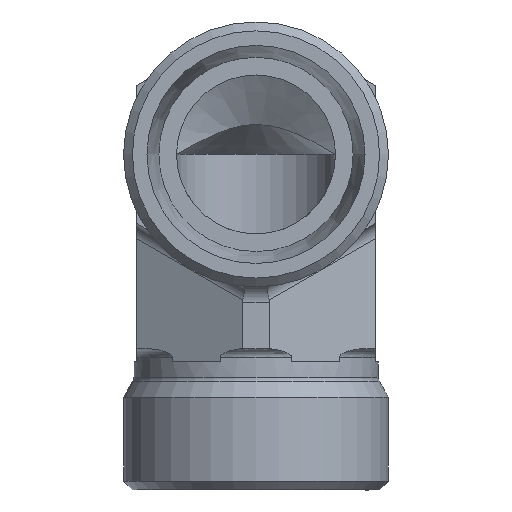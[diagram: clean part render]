
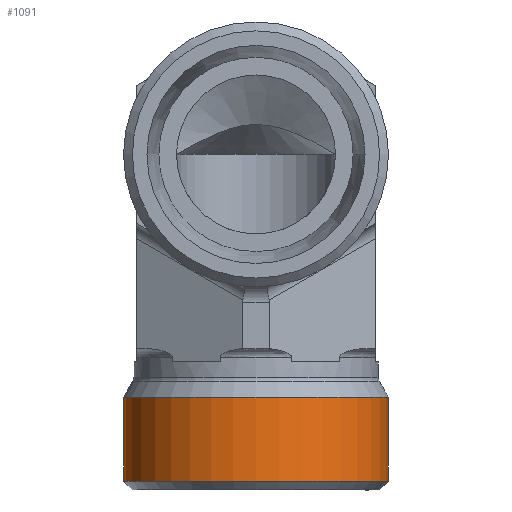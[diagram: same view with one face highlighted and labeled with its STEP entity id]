
A CAD part, front view. The second image highlights one B-rep face of the part: STEP entity #1091.
In plain terms, the highlighted cylindrical face has radius 15 mm (diameter 30 mm), a full revolution.
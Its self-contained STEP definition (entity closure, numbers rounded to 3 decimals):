
#604=CARTESIAN_POINT('',(-3.185,9.544,-3.992));
#605=VERTEX_POINT('',#604);
#606=CARTESIAN_POINT('',(-18.185,9.544,-3.992));
#607=DIRECTION('',(0.0,0.0,-1.0));
#608=DIRECTION('',(-1.0,0.0,0.0));
#609=AXIS2_PLACEMENT_3D('',#606,#607,#608);
#610=CIRCLE('',#609,15.0);
#611=EDGE_CURVE('',#605,#605,#610,.T.);
#1057=CARTESIAN_POINT('',(-3.185,9.544,-13.5));
#1058=VERTEX_POINT('',#1057);
#1059=CARTESIAN_POINT('',(-18.185,9.544,-13.5));
#1060=DIRECTION('',(0.0,0.0,-1.0));
#1061=DIRECTION('',(-1.0,0.0,0.0));
#1062=AXIS2_PLACEMENT_3D('',#1059,#1060,#1061);
#1063=CIRCLE('',#1062,15.0);
#1064=EDGE_CURVE('',#1058,#1058,#1063,.T.);
#1080=CARTESIAN_POINT('',(-18.185,9.544,-14.5));
#1081=DIRECTION('',(0.,0.,1.0));
#1082=DIRECTION('',(-1.0,0.0,0.0));
#1083=AXIS2_PLACEMENT_3D('',#1080,#1081,#1082);
#1084=CYLINDRICAL_SURFACE('',#1083,15.0);
#1085=ORIENTED_EDGE('',*,*,#611,.T.);
#1086=EDGE_LOOP('',(#1085));
#1087=FACE_OUTER_BOUND('',#1086,.T.);
#1088=ORIENTED_EDGE('',*,*,#1064,.F.);
#1089=EDGE_LOOP('',(#1088));
#1090=FACE_BOUND('',#1089,.T.);
#1091=ADVANCED_FACE('',(#1087,#1090),#1084,.T.);
